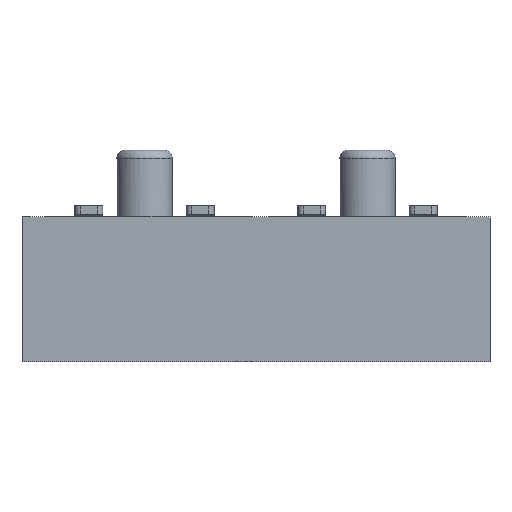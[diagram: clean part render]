
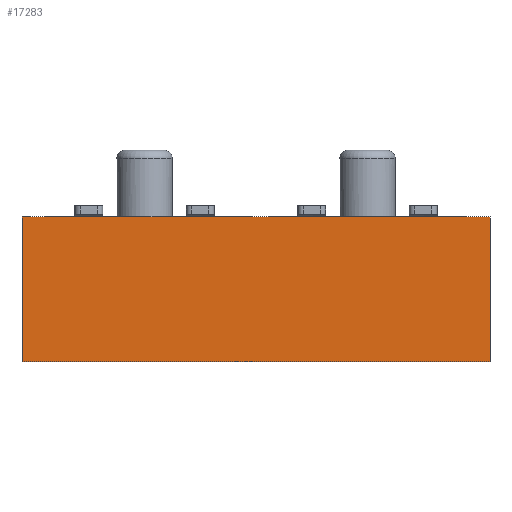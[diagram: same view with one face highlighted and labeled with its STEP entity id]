
A CAD part, front view. The second image highlights one B-rep face of the part: STEP entity #17283.
In plain terms, the highlighted planar face has unit normal (0, -1, 0).
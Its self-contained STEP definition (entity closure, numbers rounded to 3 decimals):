
#1255=FACE_OUTER_BOUND('',#2081,.T.);
#2081=EDGE_LOOP('',(#14515,#14516,#14517,#14518));
#4238=LINE('',#28607,#5944);
#4265=LINE('',#28675,#5971);
#4305=LINE('',#28753,#6011);
#4306=LINE('',#28754,#6012);
#5944=VECTOR('',#23075,1.);
#5971=VECTOR('',#23124,1.);
#6011=VECTOR('',#23168,1.);
#6012=VECTOR('',#23169,1.);
#7691=VERTEX_POINT('',#28592);
#7698=VERTEX_POINT('',#28605);
#7727=VERTEX_POINT('',#28672);
#7728=VERTEX_POINT('',#28674);
#10025=EDGE_CURVE('',#7698,#7691,#4238,.T.);
#10062=EDGE_CURVE('',#7728,#7727,#4265,.T.);
#10102=EDGE_CURVE('',#7691,#7727,#4305,.T.);
#10103=EDGE_CURVE('',#7698,#7728,#4306,.T.);
#14515=ORIENTED_EDGE('',*,*,#10062,.T.);
#14516=ORIENTED_EDGE('',*,*,#10102,.F.);
#14517=ORIENTED_EDGE('',*,*,#10025,.F.);
#14518=ORIENTED_EDGE('',*,*,#10103,.T.);
#15654=PLANE('',#18804);
#17283=ADVANCED_FACE('',(#1255),#15654,.F.);
#18804=AXIS2_PLACEMENT_3D('',#28752,#23166,#23167);
#23075=DIRECTION('',(1.,0.,0.));
#23124=DIRECTION('',(1.,0.,0.));
#23166=DIRECTION('center_axis',(0.,1.,0.));
#23167=DIRECTION('ref_axis',(0.,0.,
1.));
#23168=DIRECTION('',(0.,0.,-1.));
#23169=DIRECTION('',(0.,0.,-1.));
#28592=CARTESIAN_POINT('',(-9.287,-2.806,10.487));
#28605=CARTESIAN_POINT('',(-17.687,-2.806,10.487));
#28607=CARTESIAN_POINT('',(-17.687,-2.806,10.487));
#28672=CARTESIAN_POINT('',(-9.287,-2.806,7.887));
#28674=CARTESIAN_POINT('',(-17.687,-2.806,7.887));
#28675=CARTESIAN_POINT('',(-17.687,-2.806,7.887));
#28752=CARTESIAN_POINT('Origin',(-17.687,-2.806,10.487));
#28753=CARTESIAN_POINT('',(-9.287,-2.806,10.487));
#28754=CARTESIAN_POINT('',(-17.687,-2.806,10.487));
